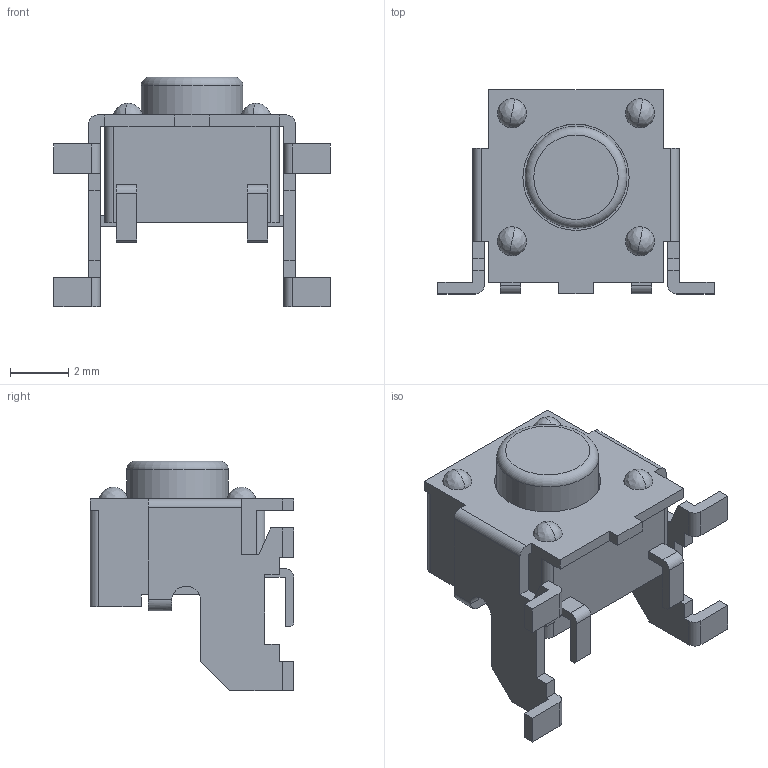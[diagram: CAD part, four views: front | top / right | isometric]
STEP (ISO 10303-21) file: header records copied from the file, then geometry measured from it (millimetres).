
FILE_DESCRIPTION(/* description */ ('STEP AP214'),/* implementation_level */ '2;1');
FILE_NAME(/* name */ 'PTS645VM13SMTR92LFS',/* time_stamp */ '2024-03-05T18:08:19+01:00',/* author */ ('License CC BY-ND 4.0'),/* organization */ ('CADENAS'),/* preprocessor_version */ 'ST-DEVELOPER v19.3',/* originating_system */ 'PARTsolutions',/* authorisation */ ' ');
FILE_SCHEMA (('AUTOMOTIVE_DESIGN {1 0 10303 214 3 1 1}'));
Length unit declared in the file: millimetre
Products named in the file (2): PTS645VM13SMTR92LFS; PTS645VM13SMTR92LFS_PART1
Assembly tree (1 placements, depth 2):
  PTS645VM13SMTR92LFS
    PTS645VM13SMTR92LFS_PART1
Bounding box: 9.5 x 7 x 7.9 mm (x, y, z)
Volume: 154.9 mm3; surface area: 363.5 mm2
Topology: 1 solids, 9 shells, 186 faces, 492 edges, 327 vertices
Faces by surface type: plane 131, cylinder 46, bspline 8, torus 1
Full cylindrical faces by diameter (mm): 0.8 x4, 0.82 x4, 3.5 x1, 3.65 x1
Entity records: 5786 total; most frequent: CARTESIAN_POINT 1194, DIRECTION 930, ORIENTED_EDGE 926, EDGE_CURVE 463, LINE 352, VECTOR 352, VERTEX_POINT 317, AXIS2_PLACEMENT_3D 289
